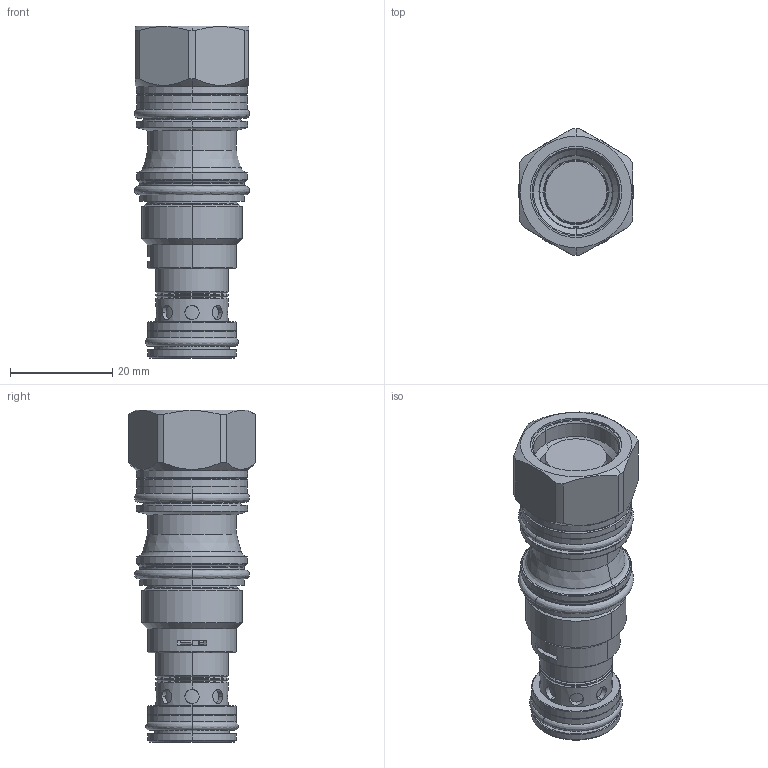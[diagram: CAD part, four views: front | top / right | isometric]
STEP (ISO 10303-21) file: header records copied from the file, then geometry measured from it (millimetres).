
FILE_DESCRIPTION((''),'2;1');
FILE_NAME('PBDF8WN_SW','2024-01-03T16:50:24',('SigMax'),(''),'CREO PARAMETRIC BY PTC INC, 2021072','CREO PARAMETRIC BY PTC INC, 2021072','');
FILE_SCHEMA(('AUTOMOTIVE_DESIGN { 1 0 10303 214 1 1 1 1 }'));
Length unit declared in the file: inch
Products named in the file (1): PBDF8WN_SW
Bounding box: 22.55 x 24.84 x 65.07 mm (x, y, z)
Volume: 17081.3 mm3; surface area: 10933.4 mm2
Topology: 4 solids, 4 shells, 279 faces, 605 edges, 358 vertices
Faces by surface type: cylinder 112, cone 64, torus 56, plane 37, revolution 10
Entity records: 11059 total; most frequent: CARTESIAN_POINT 2721, DIRECTION 1440, ORIENTED_EDGE 1210, AXIS2_PLACEMENT_3D 626, EDGE_CURVE 605, VERTEX_POINT 358, CIRCLE 357, EDGE_LOOP 311
